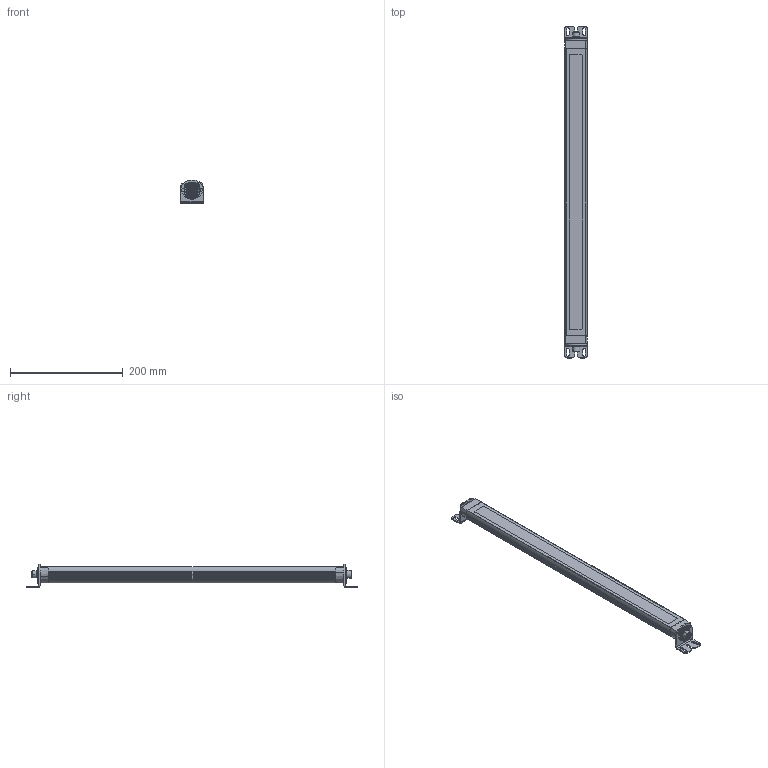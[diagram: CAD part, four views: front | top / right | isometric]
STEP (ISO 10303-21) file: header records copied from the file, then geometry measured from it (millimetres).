
FILE_DESCRIPTION(('CATIA V5 STEP Exchange','CAx-IF Rec.Pracs.--- Model Styling and Organization---1.4--- 2014-01-23'),'2;1');
FILE_NAME ('1483013-1_0', '2022-11-07T06:46:04+00:00', ('none'), ('Weidmueller'), 'CATIA Version 5-6 Release 2016 SP3 HF44', 'CATIA V5 STEP AP214', 'none');
FILE_SCHEMA(('AUTOMOTIVE_DESIGN { 1 0 10303 214 1 1 1 1 }'));
Length unit declared in the file: millimetre
Products named in the file (1): 2899360000
Bounding box: 40.11 x 590 x 42 mm (x, y, z)
Volume: 497113 mm3; surface area: 107211.2 mm2
Topology: 10 solids, 10 shells, 1460 faces, 4254 edges, 2769 vertices
Faces by surface type: cylinder 605, plane 463, cone 194, bspline 116, torus 66, sphere 16
Entity records: 51528 total; most frequent: CARTESIAN_POINT 15954, ORIENTED_EDGE 8392, DIRECTION 5678, EDGE_CURVE 4196, AXIS2_PLACEMENT_3D 2925, VERTEX_POINT 2769, CIRCLE 1612, EDGE_LOOP 1579
